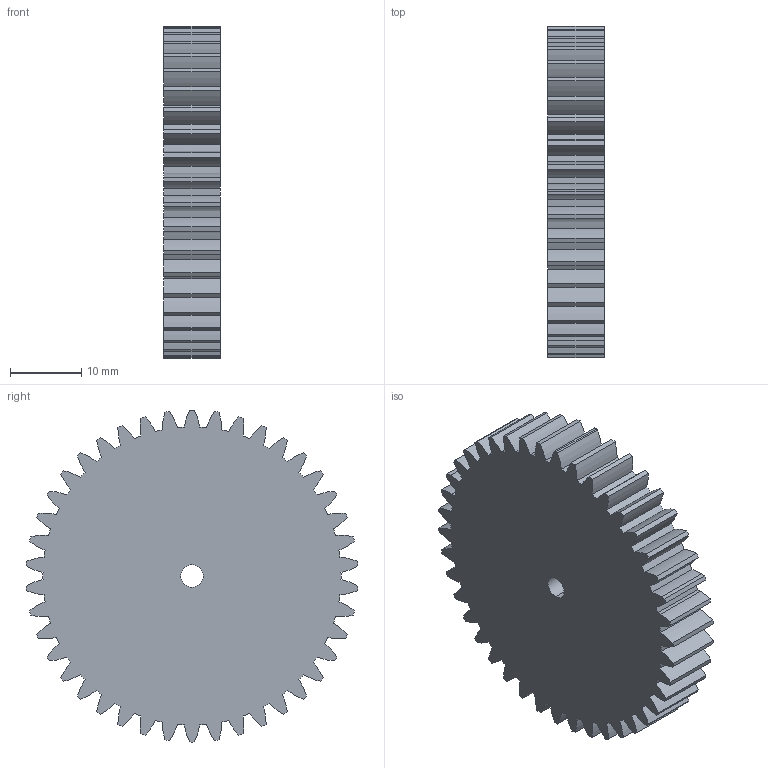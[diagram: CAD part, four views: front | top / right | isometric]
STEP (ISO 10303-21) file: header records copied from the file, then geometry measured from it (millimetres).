
FILE_DESCRIPTION (( 'STEP AP214' ), '1' );
FILE_NAME ('Inch - Spur gear 24DP 42T 20PA .3125FW ---S42N3.0H2.0L0.125N.STEP', '2024-10-11T22:26:28', ( '' ), ( '' ), 'SwSTEP 2.0', 'SolidWorks 2024', '' );
FILE_SCHEMA (( 'AUTOMOTIVE_DESIGN' ));
Length unit declared in the file: inch
Products named in the file (1): Inch - Spur gear 24DP 42T 20PA .3125FW ---S42N3.0H2.0L0.125N
Bounding box: 7.94 x 46.48 x 46.57 mm (x, y, z)
Volume: 12052.3 mm3; surface area: 5337.9 mm2
Topology: 1 solids, 1 shells, 177 faces, 525 edges, 350 vertices
Faces by surface type: cylinder 175, plane 2
Entity records: 6180 total; most frequent: DIRECTION 1231, CARTESIAN_POINT 1053, ORIENTED_EDGE 1050, AXIS2_PLACEMENT_3D 528, EDGE_CURVE 525, VERTEX_POINT 350, CIRCLE 350, EDGE_LOOP 179
